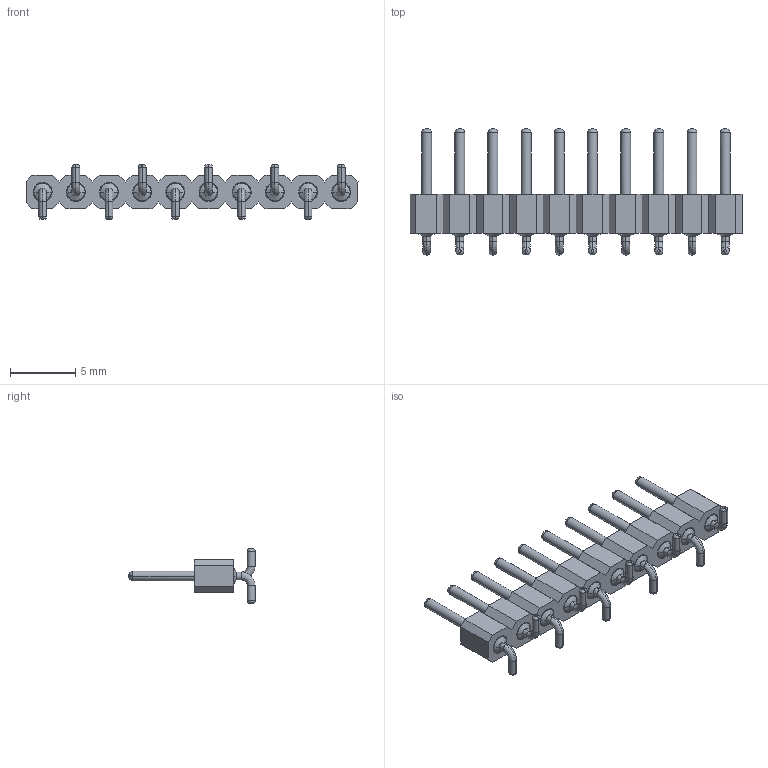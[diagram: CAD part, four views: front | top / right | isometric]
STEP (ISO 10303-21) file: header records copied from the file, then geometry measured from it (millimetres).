
FILE_DESCRIPTION( ('This file contains a STEP AP42 implementation' ,'as created by ZW3D STEP Interface translator.') ,'2;1' );
FILE_NAME( '3511-301XXMXX112X2.stp' ,'231012.142051', (''), ('ZWCAD Software Co.'), 'Version 1.0', 'ZW3D to STEP translator', '' );
FILE_SCHEMA(('AUTOMOTIVE_DESIGN { 1 0 10303 214 1 1 1 1 }'));
Length unit declared in the file: millimetre
Products named in the file (4): 0; 3511-30120MXX112X2; g3520-30120fb01_5; t3511-112_1
Assembly tree (11 placements, depth 2):
  0
  3511-30120MXX112X2
    g3520-30120fb01_5
    t3511-112_1  x10
Bounding box: 25.41 x 9.65 x 4.2 mm (x, y, z)
Volume: 206.5 mm3; surface area: 783.4 mm2
Topology: 11 solids, 11 shells, 445 faces, 969 edges, 586 vertices
Faces by surface type: bspline 280, plane 125, cone 40
Entity records: 9590 total; most frequent: CARTESIAN_POINT 6650, ORIENTED_EDGE 750, EDGE_CURVE 375, B_SPLINE_CURVE_WITH_KNOTS 372, VERTEX_POINT 244, DIRECTION 221, EDGE_LOOP 181, FACE_OUTER_BOUND 148
